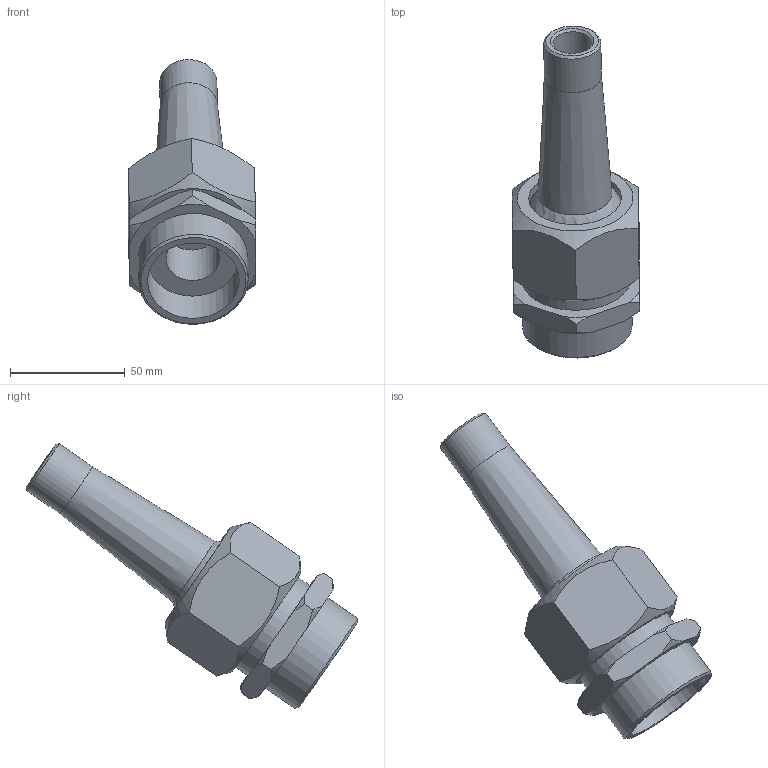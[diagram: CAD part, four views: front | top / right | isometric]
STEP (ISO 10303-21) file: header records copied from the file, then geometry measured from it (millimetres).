
FILE_DESCRIPTION(/* description */ (''),/* implementation_level */ '2;1');
FILE_NAME(/* name */ '89017_komet15-17.stp',/* time_stamp */ '2015-01-30T10:14:44+01:00',/* author */ ('guzb562'),/* organization */ (''),/* preprocessor_version */ 'ST-DEVELOPER v15.2',/* originating_system */ 'Autodesk Inventor 2014',/* authorisation */ '');
FILE_SCHEMA (('AUTOMOTIVE_DESIGN { 1 0 10303 214 3 1 1 }'));
Length unit declared in the file: millimetre
Products named in the file (3): 89017_unterteil komet 15-17; 89017_duesenrohr komet 15-17; 89017_komet15-17
Bounding box: 55.75 x 144.77 x 115.52 mm (x, y, z)
Volume: 147405.6 mm3; surface area: 43694.4 mm2
Topology: 2 solids, 2 shells, 254 faces, 665 edges, 442 vertices
Faces by surface type: plane 144, bspline 78, cone 19, cylinder 12, sphere 1
Full cylindrical faces by diameter (mm): 17 x1, 23.414 x1, 25 x1, 40 x1, 40.5 x1, 44.8 x1, 47.7 x1, 47.8 x1
Entity records: 8744 total; most frequent: CARTESIAN_POINT 2840, ORIENTED_EDGE 1288, DIRECTION 857, EDGE_CURVE 644, VERTEX_POINT 437, LINE 409, VECTOR 409, EDGE_LOOP 301
